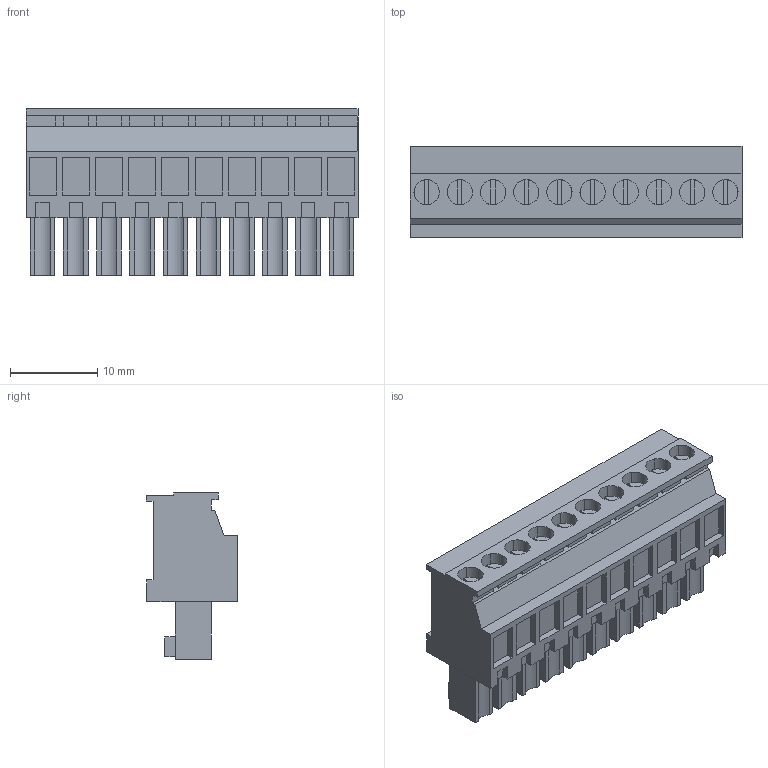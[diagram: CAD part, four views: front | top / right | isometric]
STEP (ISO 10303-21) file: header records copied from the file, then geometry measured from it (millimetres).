
FILE_DESCRIPTION(('CATIA V5 STEP Exchange','CAx-IF Rec.Pracs.--- Model Styling and Organization---1.2---2011-12-15'),'2;1');
FILE_NAME ('D1459676_0_1940270000_1940270000.stp','2017-04-13T06:39:41+00:00',('none'),('Weidmueller'),'CATIA Version 5-6 Release 2014','CATIA V5 STEP AP214','none');
FILE_SCHEMA(('AUTOMOTIVE_DESIGN { 1 0 10303 214 1 1 1 1 }'));
Length unit declared in the file: millimetre
Products named in the file (1): 1940270000
Bounding box: 38.1 x 10.45 x 19.1 mm (x, y, z)
Volume: 4707.6 mm3; surface area: 3787.4 mm2
Topology: 11 solids, 11 shells, 450 faces, 1164 edges, 788 vertices
Faces by surface type: plane 376, cylinder 74
Entity records: 12746 total; most frequent: CARTESIAN_POINT 2363, ORIENTED_EDGE 2328, DIRECTION 1710, EDGE_CURVE 1164, VECTOR 976, LINE 976, VERTEX_POINT 788, EDGE_LOOP 502
